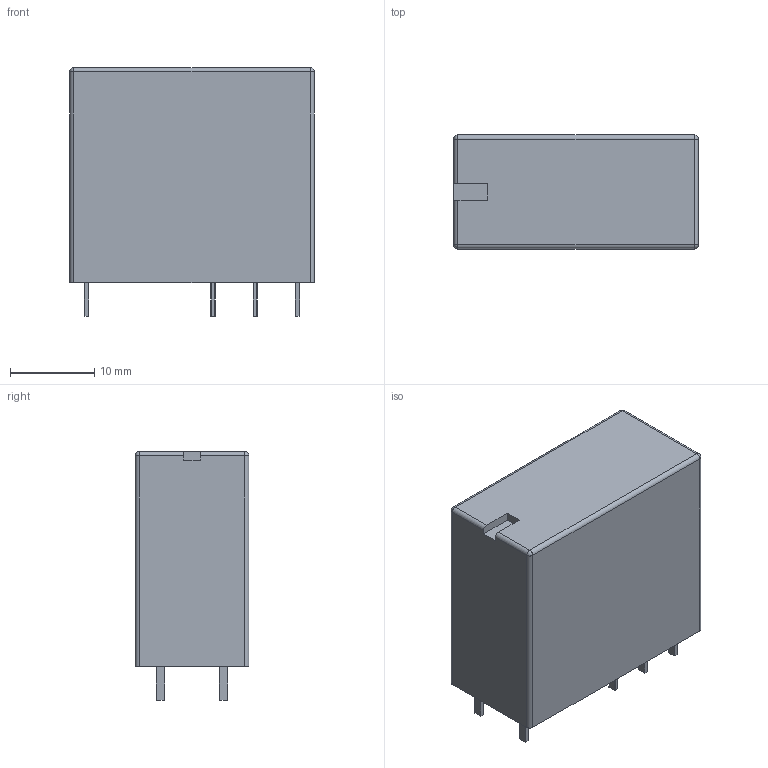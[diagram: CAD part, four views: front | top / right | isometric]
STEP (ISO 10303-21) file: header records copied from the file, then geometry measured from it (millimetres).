
FILE_DESCRIPTION (( 'STEP AP214' ), '1' );
FILE_NAME ('G2R-24.STEP', '2021-09-30T03:51:17', ( '' ), ( '' ), 'SwSTEP 2.0', 'SolidWorks 2018', '' );
FILE_SCHEMA (( 'AUTOMOTIVE_DESIGN' ));
Length unit declared in the file: millimetre
Products named in the file (1): G2R-24
Bounding box: 29 x 13.5 x 29.5 mm (x, y, z)
Volume: 9981.3 mm3; surface area: 3011.6 mm2
Topology: 1 solids, 1 shells, 95 faces, 247 edges, 158 vertices
Faces by surface type: plane 50, cylinder 41, sphere 4
Entity records: 3962 total; most frequent: DIRECTION 517, CARTESIAN_POINT 497, ORIENTED_EDGE 486, EDGE_CURVE 243, AXIS2_PLACEMENT_3D 178, VECTOR 161, LINE 161, VERTEX_POINT 158
